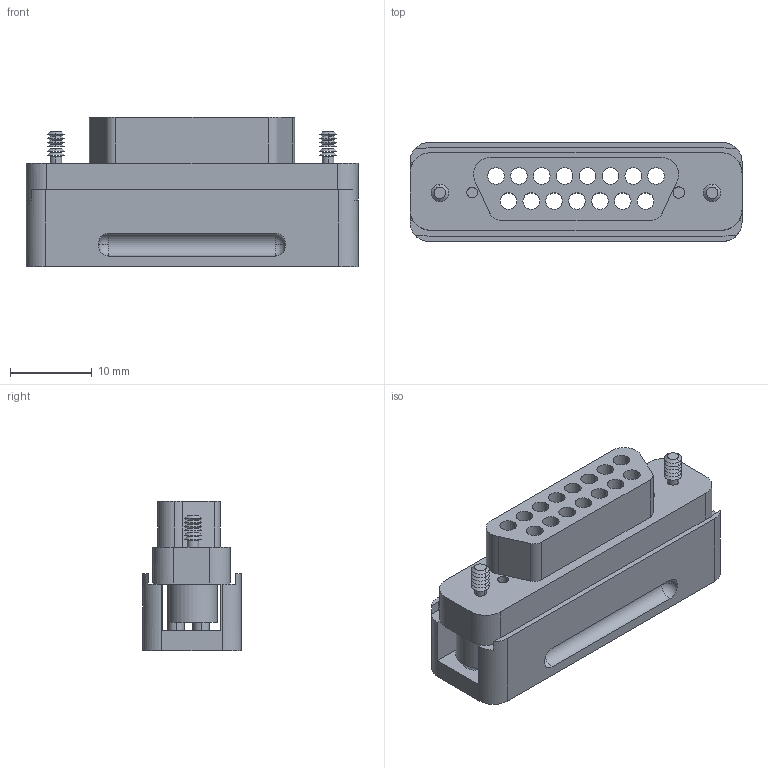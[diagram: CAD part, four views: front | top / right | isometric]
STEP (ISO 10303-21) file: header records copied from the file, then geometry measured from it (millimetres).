
FILE_DESCRIPTION (( 'STEP AP203' ), '1' );
FILE_NAME ('A1881-1-CN.STEP', '2013-11-07T14:01:34', ( '' ), ( '' ), 'SwSTEP 2.0', 'SolidWorks 2012', '' );
FILE_SCHEMA (( 'CONFIG_CONTROL_DESIGN' ));
Length unit declared in the file: inch
Products named in the file (1): A1881-1-CN
Bounding box: 40.56 x 12.09 x 18.21 mm (x, y, z)
Surface area: 5126.1 mm2 (no closed solid volume)
Topology: 0 solids, 9 shells, 162 faces, 443 edges, 286 vertices
Faces by surface type: cylinder 73, plane 47, cone 36, torus 6
Entity records: 5330 total; most frequent: DIRECTION 997, CARTESIAN_POINT 892, ORIENTED_EDGE 830, EDGE_CURVE 443, AXIS2_PLACEMENT_3D 391, VERTEX_POINT 286, CIRCLE 228, VECTOR 215
